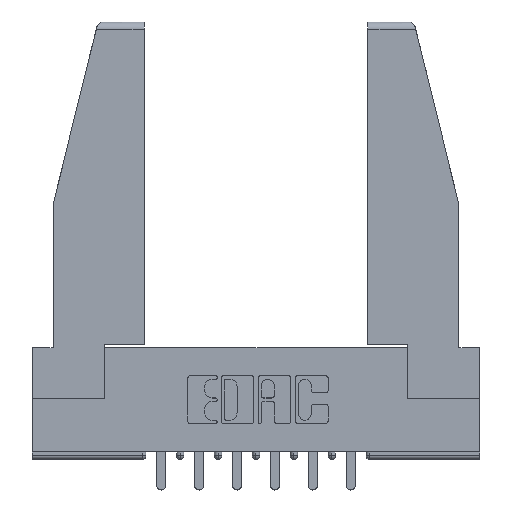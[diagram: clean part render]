
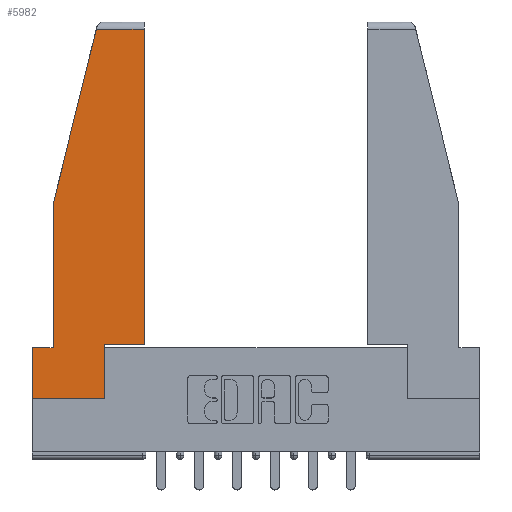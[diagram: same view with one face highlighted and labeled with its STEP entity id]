
A CAD part, top view. The second image highlights one B-rep face of the part: STEP entity #5982.
In plain terms, the highlighted planar face has unit normal (0, 0, 1).
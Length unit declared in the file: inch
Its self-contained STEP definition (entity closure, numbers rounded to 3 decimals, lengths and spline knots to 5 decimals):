
#89 = VERTEX_POINT ( 'NONE', #1417 ) ;
#673 = EDGE_CURVE ( 'NONE', #10212, #7179, #11287, .T. ) ;
#676 = ORIENTED_EDGE ( 'NONE', *, *, #4512, .T. ) ;
#700 = DIRECTION ( 'NONE',  ( 0., -1., 0. ) ) ;
#792 = CARTESIAN_POINT ( 'NONE',  ( 0.461, 0.223, 0. ) ) ;
#1009 = PLANE ( 'NONE',  #6738 ) ;
#1065 = VERTEX_POINT ( 'NONE', #12159 ) ;
#1101 = DIRECTION ( 'NONE',  ( 1., 0., 0. ) ) ;
#1106 = VECTOR ( 'NONE', #3548, 39.37008 ) ;
#1364 = DIRECTION ( 'NONE',  ( 0., 1., 0. ) ) ;
#1389 = VERTEX_POINT ( 'NONE', #7161 ) ;
#1417 = CARTESIAN_POINT ( 'NONE',  ( 0.297, 0., 0. ) ) ;
#1539 = LINE ( 'NONE', #11541, #8822 ) ;
#2105 = DIRECTION ( 'NONE',  ( 1., 0., 0. ) ) ;
#2276 = DIRECTION ( 'NONE',  ( -1., 0., 0. ) ) ;
#2343 = VERTEX_POINT ( 'NONE', #5442 ) ;
#2396 = EDGE_CURVE ( 'NONE', #7179, #1065, #4717, .T. ) ;
#2692 = VERTEX_POINT ( 'NONE', #8460 ) ;
#2940 = DIRECTION ( 'NONE',  ( 0., 0., 1. ) ) ;
#3170 = EDGE_CURVE ( 'NONE', #12467, #2692, #10351, .T. ) ;
#3292 = VECTOR ( 'NONE', #1101, 39.37008 ) ;
#3540 = CARTESIAN_POINT ( 'NONE',  ( 0., 0.21, 0. ) ) ;
#3548 = DIRECTION ( 'NONE',  ( 0., -1., 0. ) ) ;
#3599 = CARTESIAN_POINT ( 'NONE',  ( 0., 0.21, 0. ) ) ;
#4033 = CARTESIAN_POINT ( 'NONE',  ( 0.461, 0.223, 0. ) ) ;
#4446 = LINE ( 'NONE', #7413, #9501 ) ;
#4454 = CARTESIAN_POINT ( 'NONE',  ( 0., 0.21, 0. ) ) ;
#4512 = EDGE_CURVE ( 'NONE', #1065, #2343, #1539, .T. ) ;
#4542 = ORIENTED_EDGE ( 'NONE', *, *, #9833, .T. ) ;
#4628 = ORIENTED_EDGE ( 'NONE', *, *, #5785, .T. ) ;
#4717 = LINE ( 'NONE', #792, #5277 ) ;
#5063 = ORIENTED_EDGE ( 'NONE', *, *, #3170, .T. ) ;
#5094 = CARTESIAN_POINT ( 'NONE',  ( 0.271, 1.55, 0. ) ) ;
#5163 = DIRECTION ( 'NONE',  ( -0.239, -0.971, 0. ) ) ;
#5277 = VECTOR ( 'NONE', #8717, 39.37008 ) ;
#5278 = CARTESIAN_POINT ( 'NONE',  ( 0.086, 0.8, 0. ) ) ;
#5290 = VECTOR ( 'NONE', #700, 39.37008 ) ;
#5442 = CARTESIAN_POINT ( 'NONE',  ( 0.2636, 1.52, 0. ) ) ;
#5785 = EDGE_CURVE ( 'NONE', #5834, #1389, #12376, .T. ) ;
#5834 = VERTEX_POINT ( 'NONE', #3599 ) ;
#5982 = ADVANCED_FACE ( 'NONE', ( #10763 ), #1009, .T. ) ;
#6156 = ORIENTED_EDGE ( 'NONE', *, *, #2396, .T. ) ;
#6470 = ORIENTED_EDGE ( 'NONE', *, *, #7504, .T. ) ;
#6738 = AXIS2_PLACEMENT_3D ( 'NONE', #10708, #2940, #2105 ) ;
#6909 = ORIENTED_EDGE ( 'NONE', *, *, #9507, .T. ) ;
#7155 = EDGE_LOOP ( 'NONE', ( #6156, #676, #6470, #5063, #6909, #4628, #4542, #11986, #8163 ) ) ;
#7161 = CARTESIAN_POINT ( 'NONE',  ( 0., 0., 0. ) ) ;
#7179 = VERTEX_POINT ( 'NONE', #4033 ) ;
#7413 = CARTESIAN_POINT ( 'NONE',  ( 0.297, 0., 0. ) ) ;
#7504 = EDGE_CURVE ( 'NONE', #2343, #12467, #9860, .T. ) ;
#8163 = ORIENTED_EDGE ( 'NONE', *, *, #673, .T. ) ;
#8362 = DIRECTION ( 'NONE',  ( 1., 0., 0. ) ) ;
#8460 = CARTESIAN_POINT ( 'NONE',  ( 0.086, 0.21, 0. ) ) ;
#8510 = CARTESIAN_POINT ( 'NONE',  ( 0.297, 0.223, 0. ) ) ;
#8619 = VECTOR ( 'NONE', #8362, 39.37008 ) ;
#8717 = DIRECTION ( 'NONE',  ( 0., 1., 0. ) ) ;
#8822 = VECTOR ( 'NONE', #10339, 39.37008 ) ;
#9035 = VECTOR ( 'NONE', #5163, 39.37008 ) ;
#9501 = VECTOR ( 'NONE', #1364, 39.37008 ) ;
#9507 = EDGE_CURVE ( 'NONE', #2692, #5834, #11064, .T. ) ;
#9719 = LINE ( 'NONE', #11875, #3292 ) ;
#9833 = EDGE_CURVE ( 'NONE', #1389, #89, #9719, .T. ) ;
#9860 = LINE ( 'NONE', #5094, #9035 ) ;
#10212 = VERTEX_POINT ( 'NONE', #8510 ) ;
#10339 = DIRECTION ( 'NONE',  ( -1., 0., 0. ) ) ;
#10351 = LINE ( 'NONE', #5278, #1106 ) ;
#10708 = CARTESIAN_POINT ( 'NONE',  ( 0., 0., 0. ) ) ;
#10763 = FACE_OUTER_BOUND ( 'NONE', #7155, .T. ) ;
#11064 = LINE ( 'NONE', #4454, #11664 ) ;
#11287 = LINE ( 'NONE', #11344, #8619 ) ;
#11344 = CARTESIAN_POINT ( 'NONE',  ( 0.297, 0.223, 0. ) ) ;
#11541 = CARTESIAN_POINT ( 'NONE',  ( 0., 1.52, 0. ) ) ;
#11664 = VECTOR ( 'NONE', #2276, 39.37008 ) ;
#11875 = CARTESIAN_POINT ( 'NONE',  ( 0., 0., 0. ) ) ;
#11986 = ORIENTED_EDGE ( 'NONE', *, *, #12434, .T. ) ;
#12159 = CARTESIAN_POINT ( 'NONE',  ( 0.461, 1.52, 0. ) ) ;
#12376 = LINE ( 'NONE', #3540, #5290 ) ;
#12434 = EDGE_CURVE ( 'NONE', #89, #10212, #4446, .T. ) ;
#12467 = VERTEX_POINT ( 'NONE', #12518 ) ;
#12518 = CARTESIAN_POINT ( 'NONE',  ( 0.086, 0.8, 0. ) ) ;
